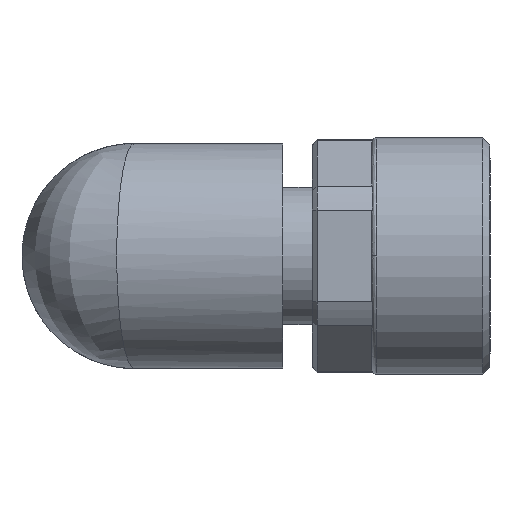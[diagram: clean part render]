
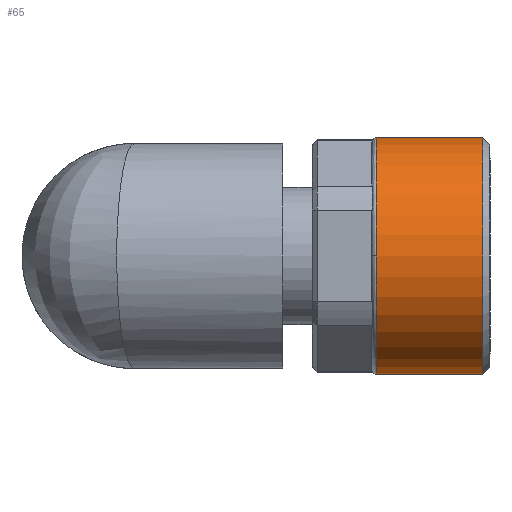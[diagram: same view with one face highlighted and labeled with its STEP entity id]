
A CAD part, left-side view. The second image highlights one B-rep face of the part: STEP entity #65.
In plain terms, the highlighted cylindrical face has radius 5 mm (diameter 10 mm), a partial arc.
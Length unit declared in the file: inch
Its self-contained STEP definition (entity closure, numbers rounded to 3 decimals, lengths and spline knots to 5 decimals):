
#65 = ADVANCED_FACE ( 'NONE', ( #4140 ), #3150, .T. ) ;
#282 = DIRECTION ( 'NONE',  ( 0., -1., 0. ) ) ;
#459 = CARTESIAN_POINT ( 'NONE',  ( -0.05906, -0.40157, 0.19685 ) ) ;
#711 = VERTEX_POINT ( 'NONE', #2803 ) ;
#860 = AXIS2_PLACEMENT_3D ( 'NONE', #1153, #3496, #1496 ) ;
#868 = DIRECTION ( 'NONE',  ( 0., -1., 0. ) ) ;
#953 = AXIS2_PLACEMENT_3D ( 'NONE', #3187, #1179, #3525 ) ;
#983 = VECTOR ( 'NONE', #3893, 39.37008 ) ;
#1153 = CARTESIAN_POINT ( 'NONE',  ( -0.05906, -0.57874, 0. ) ) ;
#1168 = AXIS2_PLACEMENT_3D ( 'NONE', #1622, #3964, #1959 ) ;
#1179 = DIRECTION ( 'NONE',  ( 0., 1., 0. ) ) ;
#1300 = VECTOR ( 'NONE', #868, 39.37008 ) ;
#1416 = EDGE_CURVE ( 'NONE', #711, #1954, #3446, .T. ) ;
#1496 = DIRECTION ( 'NONE',  ( 0., 0., -1. ) ) ;
#1612 = EDGE_CURVE ( 'NONE', #1837, #2779, #4232, .T. ) ;
#1622 = CARTESIAN_POINT ( 'NONE',  ( -0.05906, -0.40157, 0. ) ) ;
#1837 = VERTEX_POINT ( 'NONE', #4060 ) ;
#1939 = CARTESIAN_POINT ( 'NONE',  ( -0.05906, -0.43701, 0. ) ) ;
#1954 = VERTEX_POINT ( 'NONE', #459 ) ;
#1959 = DIRECTION ( 'NONE',  ( 1., 0., 0. ) ) ;
#2097 = CARTESIAN_POINT ( 'NONE',  ( -0.05906, -0.40157, -0.19685 ) ) ;
#2304 = EDGE_LOOP ( 'NONE', ( #4208, #3833, #2866, #3683, #4202 ) ) ;
#2673 = EDGE_CURVE ( 'NONE', #3421, #1837, #3543, .T. ) ;
#2674 = CARTESIAN_POINT ( 'NONE',  ( -0.05906, -0.43701, -0.19685 ) ) ;
#2736 = AXIS2_PLACEMENT_3D ( 'NONE', #1939, #282, #3941 ) ;
#2779 = VERTEX_POINT ( 'NONE', #3316 ) ;
#2803 = CARTESIAN_POINT ( 'NONE',  ( -0.25591, -0.40157, 0. ) ) ;
#2866 = ORIENTED_EDGE ( 'NONE', *, *, #3487, .F. ) ;
#2876 = CARTESIAN_POINT ( 'NONE',  ( -0.05906, -0.43701, 0.19685 ) ) ;
#3087 = LINE ( 'NONE', #2876, #1300 ) ;
#3150 = CYLINDRICAL_SURFACE ( 'NONE', #2736, 0.19685 ) ;
#3187 = CARTESIAN_POINT ( 'NONE',  ( -0.05906, -0.40157, 0. ) ) ;
#3289 = CIRCLE ( 'NONE', #953, 0.19685 ) ;
#3316 = CARTESIAN_POINT ( 'NONE',  ( -0.05906, -0.57874, 0.19685 ) ) ;
#3421 = VERTEX_POINT ( 'NONE', #2097 ) ;
#3446 = CIRCLE ( 'NONE', #1168, 0.19685 ) ;
#3487 = EDGE_CURVE ( 'NONE', #3421, #711, #3289, .T. ) ;
#3496 = DIRECTION ( 'NONE',  ( 0., 1., 0. ) ) ;
#3525 = DIRECTION ( 'NONE',  ( 1., 0., 0. ) ) ;
#3543 = LINE ( 'NONE', #2674, #983 ) ;
#3572 = EDGE_CURVE ( 'NONE', #1954, #2779, #3087, .T. ) ;
#3683 = ORIENTED_EDGE ( 'NONE', *, *, #2673, .T. ) ;
#3833 = ORIENTED_EDGE ( 'NONE', *, *, #1416, .F. ) ;
#3893 = DIRECTION ( 'NONE',  ( 0., -1., 0. ) ) ;
#3941 = DIRECTION ( 'NONE',  ( 0., 0., -1. ) ) ;
#3964 = DIRECTION ( 'NONE',  ( 0., 1., 0. ) ) ;
#4060 = CARTESIAN_POINT ( 'NONE',  ( -0.05906, -0.57874, -0.19685 ) ) ;
#4140 = FACE_OUTER_BOUND ( 'NONE', #2304, .T. ) ;
#4202 = ORIENTED_EDGE ( 'NONE', *, *, #1612, .T. ) ;
#4208 = ORIENTED_EDGE ( 'NONE', *, *, #3572, .F. ) ;
#4232 = CIRCLE ( 'NONE', #860, 0.19685 ) ;
